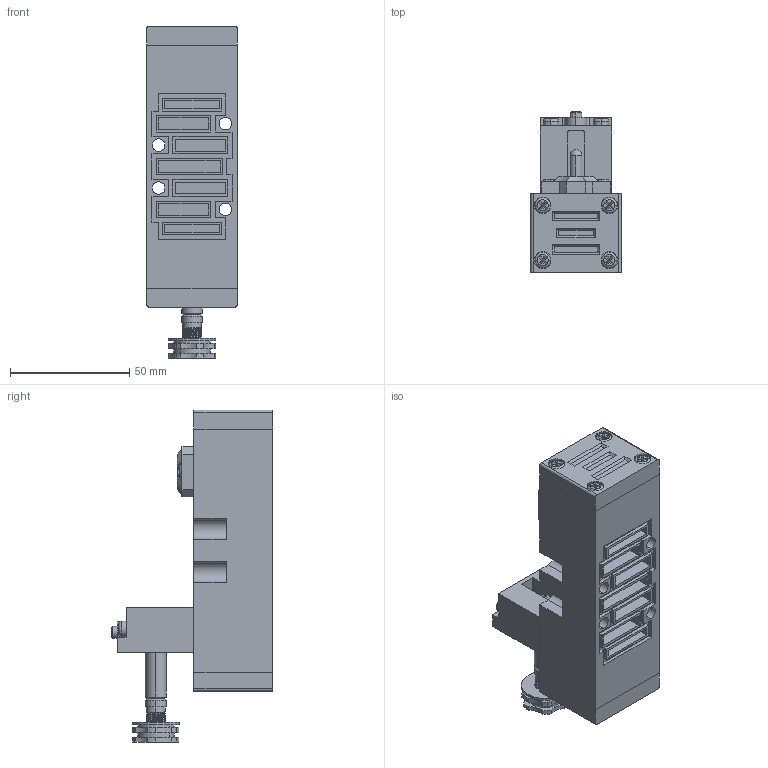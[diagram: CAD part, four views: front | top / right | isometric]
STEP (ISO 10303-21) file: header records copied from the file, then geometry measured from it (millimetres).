
FILE_DESCRIPTION (( 'STEP AP214' ), '1' );
FILE_NAME ('SIV411-IP.STEP', '2019-08-30T03:04:55', ( 'yrd2' ), ( 'Hewlett-Packard Company' ), 'SwSTEP 2.0', 'SolidWorks 2008', '' );
FILE_SCHEMA (( 'AUTOMOTIVE_DESIGN' ));
Length unit declared in the file: millimetre
Products named in the file (6): SIV400 BODY_ル遽; SIV400 Cnomo Pilot; SIV400 Pilot; SIV400 SEMI_ル遽; 濡旎傘お_ル遽; SIV411-IP
Assembly tree (6 placements, depth 2):
  SIV411-IP
    SIV400 Pilot
    SIV400 BODY_ル遽
    SIV400 SEMI_ル遽  x2
    SIV400 Cnomo Pilot
    濡旎傘お_ル遽
Bounding box: 38 x 67.6 x 139.35 mm (x, y, z)
Volume: 152674.3 mm3; surface area: 45024.9 mm2
Topology: 6 solids, 6 shells, 828 faces, 1928 edges, 1204 vertices
Faces by surface type: plane 563, cylinder 202, cone 36, torus 24, bspline 2, sphere 1
Entity records: 20899 total; most frequent: CARTESIAN_POINT 4661, DIRECTION 3364, ORIENTED_EDGE 3282, EDGE_CURVE 1641, AXIS2_PLACEMENT_3D 1150, VECTOR 1064, LINE 1064, VERTEX_POINT 1044
